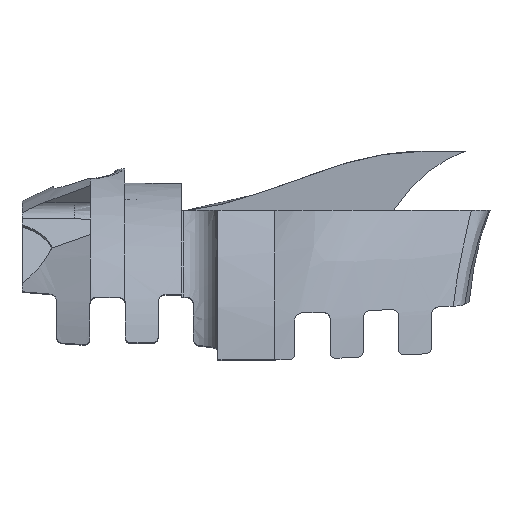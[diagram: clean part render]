
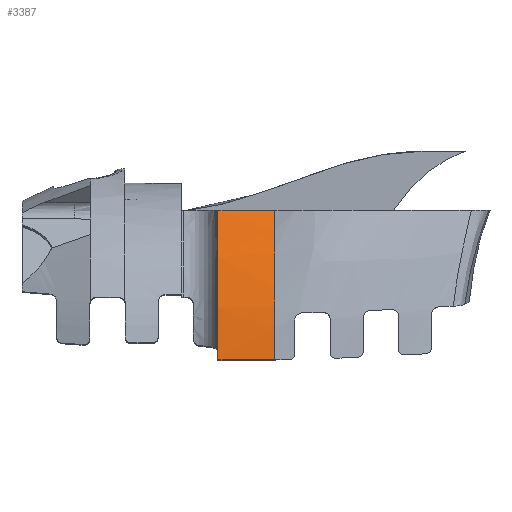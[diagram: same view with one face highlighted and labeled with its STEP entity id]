
A CAD part, top view. The second image highlights one B-rep face of the part: STEP entity #3387.
In plain terms, the highlighted cylindrical face has radius 55 mm (diameter 110 mm), a partial arc.
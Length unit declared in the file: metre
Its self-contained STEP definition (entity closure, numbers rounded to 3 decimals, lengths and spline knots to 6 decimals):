
#112=LINE('',#5276,#303);
#202=LINE('',#6304,#393);
#303=VECTOR('',#4061,1.);
#393=VECTOR('',#4443,1.);
#612=CIRCLE('',#3705,0.055);
#1366=ORIENTED_EDGE('',*,*,#2086,.T.);
#1367=ORIENTED_EDGE('',*,*,#2098,.T.);
#1368=ORIENTED_EDGE('',*,*,#2099,.T.);
#1369=ORIENTED_EDGE('',*,*,#1860,.T.);
#1370=ORIENTED_EDGE('',*,*,#2087,.T.);
#1860=EDGE_CURVE('',#2339,#2338,#112,.F.);
#2086=EDGE_CURVE('',#2476,#2475,#2659,.T.);
#2087=EDGE_CURVE('',#2338,#2476,#2660,.T.);
#2098=EDGE_CURVE('',#2475,#2484,#202,.T.);
#2099=EDGE_CURVE('',#2484,#2339,#612,.T.);
#2338=VERTEX_POINT('',#5275);
#2339=VERTEX_POINT('',#5277);
#2475=VERTEX_POINT('',#6243);
#2476=VERTEX_POINT('',#6248);
#2484=VERTEX_POINT('',#6305);
#2659=B_SPLINE_CURVE_WITH_KNOTS('',3,(#6244,#6245,#6246,#6247),
 .UNSPECIFIED.,.F.,.F.,(4,4),(0.,1.),.UNSPECIFIED.);
#2660=B_SPLINE_CURVE_WITH_KNOTS('',3,(#6249,#6250,#6251,#6252),
 .UNSPECIFIED.,.F.,.F.,(4,4),(0.,1.),.UNSPECIFIED.);
#2882=EDGE_LOOP('',(#1366,#1367,#1368,#1369,#1370));
#3105=FACE_BOUND('',#2882,.T.);
#3231=CYLINDRICAL_SURFACE('',#3704,0.055);
#3387=ADVANCED_FACE('',(#3105),#3231,.T.);
#3704=AXIS2_PLACEMENT_3D('',#6303,#4441,#4442);
#3705=AXIS2_PLACEMENT_3D('',#6306,#4444,#4445);
#4061=DIRECTION('',(-1.,0.,0.));
#4441=DIRECTION('',(-1.,0.,0.));
#4442=DIRECTION('',(0.,0.,1.));
#4443=DIRECTION('',(-1.,0.,0.));
#4444=DIRECTION('',(1.,0.,0.));
#4445=DIRECTION('',(0.,0.,-1.));
#5275=CARTESIAN_POINT('',(-0.052,0.003307,0.129399));
#5276=CARTESIAN_POINT('',(-0.052,0.003307,0.129401));
#5277=CARTESIAN_POINT('',(-0.062,0.003307,0.129401));
#6243=CARTESIAN_POINT('',(-0.052004,0.029549,0.120888));
#6244=CARTESIAN_POINT('',(-0.052,0.015972,0.12713));
#6245=CARTESIAN_POINT('',(-0.052,0.020753,0.125679));
#6246=CARTESIAN_POINT('',(-0.052,0.025335,0.123572));
#6247=CARTESIAN_POINT('',(-0.052,0.029549,0.120888));
#6248=CARTESIAN_POINT('',(-0.052,0.015972,0.12713));
#6249=CARTESIAN_POINT('',(-0.052,0.003307,0.1294));
#6250=CARTESIAN_POINT('',(-0.052,0.007598,0.129142));
#6251=CARTESIAN_POINT('',(-0.052,0.011859,0.128378));
#6252=CARTESIAN_POINT('',(-0.052,0.015972,0.12713));
#6303=CARTESIAN_POINT('',(-0.052,0.,0.0745));
#6304=CARTESIAN_POINT('',(-0.052,0.029549,0.120888));
#6305=CARTESIAN_POINT('',(-0.062,0.029549,0.120888));
#6306=CARTESIAN_POINT('',(-0.062,0.,0.0745));
